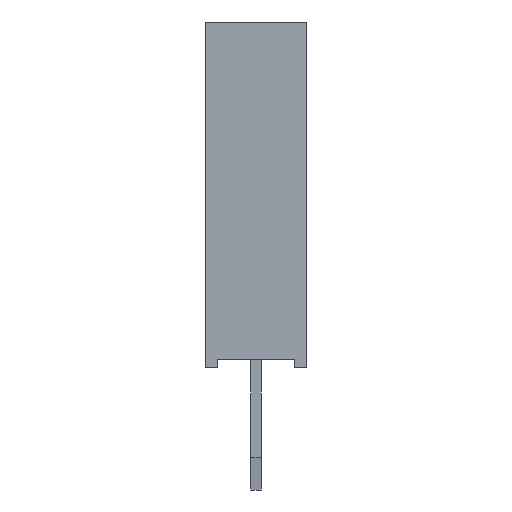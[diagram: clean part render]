
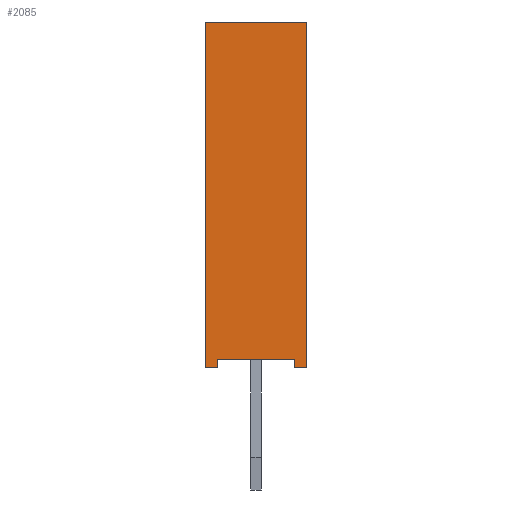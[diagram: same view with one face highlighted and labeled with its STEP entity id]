
A CAD part, left-side view. The second image highlights one B-rep face of the part: STEP entity #2085.
In plain terms, the highlighted planar face has unit normal (-1, 0, 0).
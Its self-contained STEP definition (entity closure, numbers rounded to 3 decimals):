
#163=FACE_OUTER_BOUND('',#273,.T.);
#273=EDGE_LOOP('',(#1420,#1421,#1422,#1423,#1424,#1425,#1426,#1427));
#405=LINE('',#3011,#662);
#406=LINE('',#3013,#663);
#407=LINE('',#3015,#664);
#408=LINE('',#3017,#665);
#409=LINE('',#3019,#666);
#410=LINE('',#3021,#667);
#411=LINE('',#3023,#668);
#412=LINE('',#3024,#669);
#662=VECTOR('',#2411,10.);
#663=VECTOR('',#2412,10.);
#664=VECTOR('',#2413,10.);
#665=VECTOR('',#2414,10.);
#666=VECTOR('',#2415,10.);
#667=VECTOR('',#2416,10.);
#668=VECTOR('',#2417,10.);
#669=VECTOR('',#2418,10.);
#914=VERTEX_POINT('',#3009);
#915=VERTEX_POINT('',#3010);
#916=VERTEX_POINT('',#3012);
#917=VERTEX_POINT('',#3014);
#918=VERTEX_POINT('',#3016);
#919=VERTEX_POINT('',#3018);
#920=VERTEX_POINT('',#3020);
#921=VERTEX_POINT('',#3022);
#1111=EDGE_CURVE('',#914,#915,#405,.T.);
#1112=EDGE_CURVE('',#916,#914,#406,.T.);
#1113=EDGE_CURVE('',#917,#916,#407,.T.);
#1114=EDGE_CURVE('',#918,#917,#408,.T.);
#1115=EDGE_CURVE('',#919,#918,#409,.T.);
#1116=EDGE_CURVE('',#920,#919,#410,.T.);
#1117=EDGE_CURVE('',#921,#920,#411,.T.);
#1118=EDGE_CURVE('',#915,#921,#412,.T.);
#1420=ORIENTED_EDGE('',*,*,#1111,.F.);
#1421=ORIENTED_EDGE('',*,*,#1112,.F.);
#1422=ORIENTED_EDGE('',*,*,#1113,.F.);
#1423=ORIENTED_EDGE('',*,*,#1114,.F.);
#1424=ORIENTED_EDGE('',*,*,#1115,.F.);
#1425=ORIENTED_EDGE('',*,*,#1116,.F.);
#1426=ORIENTED_EDGE('',*,*,#1117,.F.);
#1427=ORIENTED_EDGE('',*,*,#1118,.F.);
#1997=PLANE('',#2210);
#2085=ADVANCED_FACE('',(#163),#1997,.F.);
#2210=AXIS2_PLACEMENT_3D('',#3008,#2409,#2410);
#2409=DIRECTION('center_axis',(1.,0.,0.));
#2410=DIRECTION('ref_axis',(0.,0.,-1.));
#2411=DIRECTION('',(0.,0.,-1.));
#2412=DIRECTION('',(0.,-1.,0.));
#2413=DIRECTION('',(0.,0.,-1.));
#2414=DIRECTION('',(0.,1.,0.));
#2415=DIRECTION('',(0.,0.,-1.));
#2416=DIRECTION('',(0.,-1.,0.));
#2417=DIRECTION('',(0.,0.,1.));
#2418=DIRECTION('',(0.,1.,0.));
#3008=CARTESIAN_POINT('Origin',(-1.47,-5.901,-0.016));
#3009=CARTESIAN_POINT('',(-1.47,-8.5,-0.95));
#3010=CARTESIAN_POINT('',(-1.47,-8.5,-1.25));
#3011=CARTESIAN_POINT('',(-1.47,-8.5,-0.008));
#3012=CARTESIAN_POINT('',(-1.47,-8.3,-0.95));
#3013=CARTESIAN_POINT('',(-1.47,-7.2,-0.95));
#3014=CARTESIAN_POINT('',(-1.47,-8.3,0.95));
#3015=CARTESIAN_POINT('',(-1.47,-8.3,-0.483));
#3016=CARTESIAN_POINT('',(-1.47,-8.5,0.95));
#3017=CARTESIAN_POINT('',(-1.47,-7.1,0.95));
#3018=CARTESIAN_POINT('',(-1.47,-8.5,1.25));
#3019=CARTESIAN_POINT('',(-1.47,-8.5,-0.008));
#3020=CARTESIAN_POINT('',(-1.47,0.,1.25));
#3021=CARTESIAN_POINT('',(-1.47,-2.95,1.25));
#3022=CARTESIAN_POINT('',(-1.47,0.,-1.25));
#3023=CARTESIAN_POINT('',(-1.47,0.,-0.008));
#3024=CARTESIAN_POINT('',(-1.47,-2.95,-1.25));
